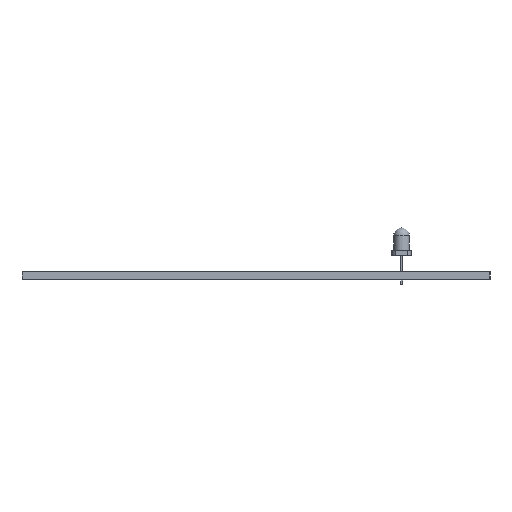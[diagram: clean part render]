
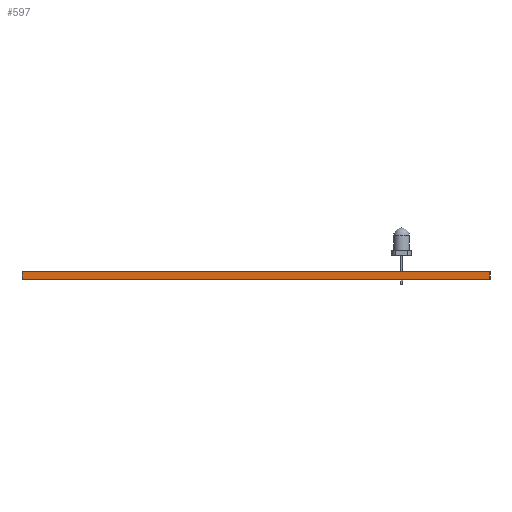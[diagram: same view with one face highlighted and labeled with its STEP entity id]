
A CAD part, left-side view. The second image highlights one B-rep face of the part: STEP entity #597.
In plain terms, the highlighted planar face has unit normal (-1, 0, 0).
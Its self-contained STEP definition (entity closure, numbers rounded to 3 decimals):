
#541 = VERTEX_POINT('',#542);
#542 = CARTESIAN_POINT('',(49.,-111.,1.51));
#548 = EDGE_CURVE('',#549,#541,#551,.T.);
#549 = VERTEX_POINT('',#550);
#550 = CARTESIAN_POINT('',(49.,-111.,0.));
#551 = LINE('',#552,#553);
#552 = CARTESIAN_POINT('',(49.,-111.,0.));
#553 = VECTOR('',#554,1.);
#554 = DIRECTION('',(0.,0.,1.));
#597 = ADVANCED_FACE('',(#598),#623,.T.);
#598 = FACE_BOUND('',#599,.T.);
#599 = EDGE_LOOP('',(#600,#601,#609,#617));
#600 = ORIENTED_EDGE('',*,*,#548,.T.);
#601 = ORIENTED_EDGE('',*,*,#602,.T.);
#602 = EDGE_CURVE('',#541,#603,#605,.T.);
#603 = VERTEX_POINT('',#604);
#604 = CARTESIAN_POINT('',(49.,-21.,1.51));
#605 = LINE('',#606,#607);
#606 = CARTESIAN_POINT('',(49.,-111.,1.51));
#607 = VECTOR('',#608,1.);
#608 = DIRECTION('',(0.,1.,0.));
#609 = ORIENTED_EDGE('',*,*,#610,.F.);
#610 = EDGE_CURVE('',#611,#603,#613,.T.);
#611 = VERTEX_POINT('',#612);
#612 = CARTESIAN_POINT('',(49.,-21.,0.));
#613 = LINE('',#614,#615);
#614 = CARTESIAN_POINT('',(49.,-21.,0.));
#615 = VECTOR('',#616,1.);
#616 = DIRECTION('',(0.,0.,1.));
#617 = ORIENTED_EDGE('',*,*,#618,.F.);
#618 = EDGE_CURVE('',#549,#611,#619,.T.);
#619 = LINE('',#620,#621);
#620 = CARTESIAN_POINT('',(49.,-111.,0.));
#621 = VECTOR('',#622,1.);
#622 = DIRECTION('',(0.,1.,0.));
#623 = PLANE('',#624);
#624 = AXIS2_PLACEMENT_3D('',#625,#626,#627);
#625 = CARTESIAN_POINT('',(49.,-111.,0.));
#626 = DIRECTION('',(-1.,0.,0.));
#627 = DIRECTION('',(0.,1.,0.));
